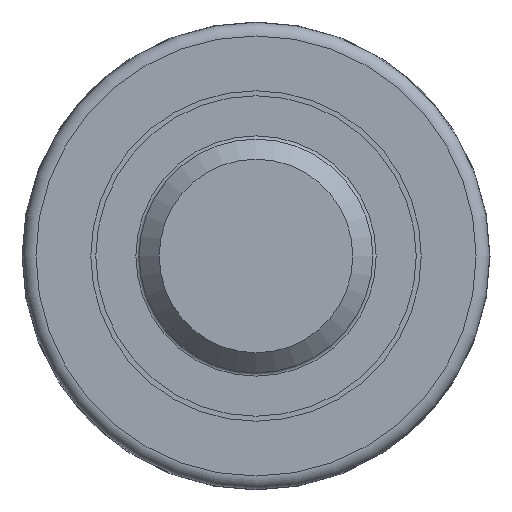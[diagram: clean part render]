
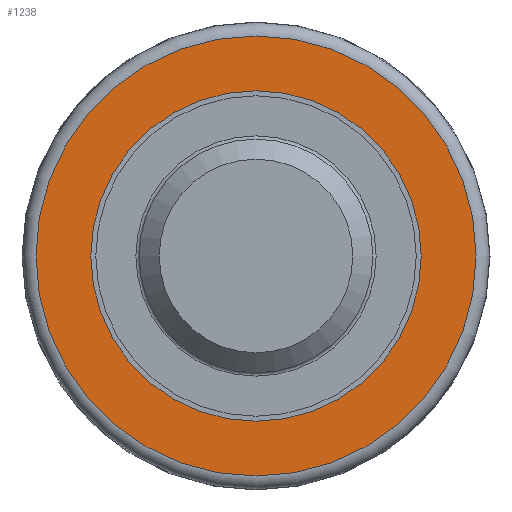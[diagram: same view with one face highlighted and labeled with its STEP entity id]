
A CAD part, left-side view. The second image highlights one B-rep face of the part: STEP entity #1238.
In plain terms, the highlighted planar face has unit normal (-1, 0, 0).
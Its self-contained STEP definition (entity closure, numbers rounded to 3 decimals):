
#54=PLANE('',#1412);
#71=FACE_BOUND('',#212,.T.);
#133=FACE_OUTER_BOUND('',#211,.T.);
#211=EDGE_LOOP('',(#1064,#1065));
#212=EDGE_LOOP('',(#1066,#1067));
#432=CIRCLE('',#1393,24.75);
#433=CIRCLE('',#1394,24.75);
#446=CIRCLE('',#1410,32.959);
#447=CIRCLE('',#1411,32.959);
#561=VERTEX_POINT('',#2294);
#562=VERTEX_POINT('',#2296);
#572=VERTEX_POINT('',#2350);
#573=VERTEX_POINT('',#2352);
#726=EDGE_CURVE('',#562,#561,#432,.T.);
#727=EDGE_CURVE('',#561,#562,#433,.T.);
#741=EDGE_CURVE('',#572,#573,#446,.T.);
#742=EDGE_CURVE('',#573,#572,#447,.T.);
#1064=ORIENTED_EDGE('',*,*,#742,.F.);
#1065=ORIENTED_EDGE('',*,*,#741,.F.);
#1066=ORIENTED_EDGE('',*,*,#726,.T.);
#1067=ORIENTED_EDGE('',*,*,#727,.T.);
#1238=ADVANCED_FACE('',(#133,#71),#54,.T.);
#1393=AXIS2_PLACEMENT_3D('',#2297,#1741,#1742);
#1394=AXIS2_PLACEMENT_3D('',#2298,#1743,#1744);
#1410=AXIS2_PLACEMENT_3D('',#2353,#1776,#1777);
#1411=AXIS2_PLACEMENT_3D('',#2354,#1778,#1779);
#1412=AXIS2_PLACEMENT_3D('',#2355,#1780,#1781);
#1741=DIRECTION('center_axis',(1.,0.,0.));
#1742=DIRECTION('ref_axis',(0.,0.,
1.));
#1743=DIRECTION('center_axis',(1.,0.,0.));
#1744=DIRECTION('ref_axis',(0.,0.,
1.));
#1776=DIRECTION('center_axis',(1.,0.,0.));
#1777=DIRECTION('ref_axis',(0.,0.,1.));
#1778=DIRECTION('center_axis',(1.,0.,0.));
#1779=DIRECTION('ref_axis',(0.,0.,1.));
#1780=DIRECTION('center_axis',(-1.,0.,0.));
#1781=DIRECTION('ref_axis',(0.,1.,0.));
#2294=CARTESIAN_POINT('',(18.5,0.,-24.75));
#2296=CARTESIAN_POINT('',(18.5,0.,24.75));
#2297=CARTESIAN_POINT('Origin',(18.5,0.,0.));
#2298=CARTESIAN_POINT('Origin',(18.5,0.,0.));
#2350=CARTESIAN_POINT('',(18.5,32.959,0.));
#2352=CARTESIAN_POINT('',(18.5,0.,-32.959));
#2353=CARTESIAN_POINT('Origin',(18.5,0.,0.));
#2354=CARTESIAN_POINT('Origin',(18.5,0.,0.));
#2355=CARTESIAN_POINT('Origin',(18.5,0.,-31.059));
